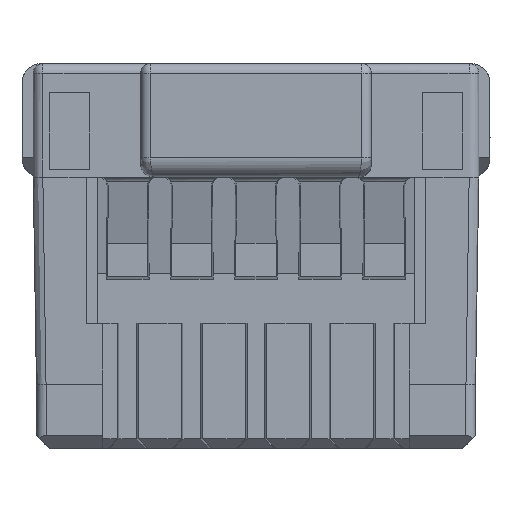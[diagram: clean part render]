
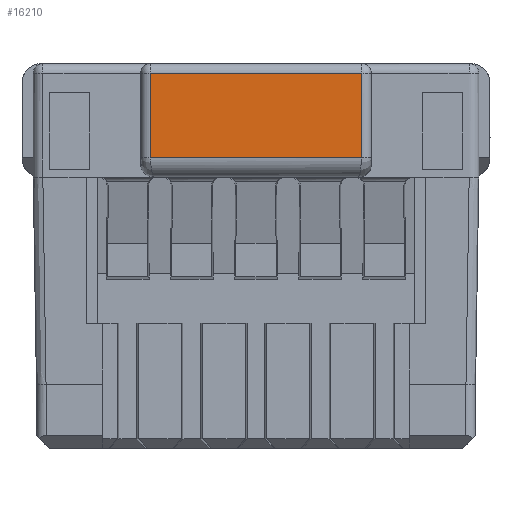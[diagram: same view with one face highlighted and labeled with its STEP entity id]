
A CAD part, left-side view. The second image highlights one B-rep face of the part: STEP entity #16210.
In plain terms, the highlighted planar face has unit normal (-1, 0, 0).
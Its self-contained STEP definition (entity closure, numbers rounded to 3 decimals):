
#3650=CARTESIAN_POINT('',(-37.133,-8.565,
130.915));
#3660=VERTEX_POINT('',#3650);
#10880=CARTESIAN_POINT('',(-37.133,-11.865,
130.915));
#10890=VERTEX_POINT('',#10880);
#15860=CARTESIAN_POINT('',(-37.133,-9.715,
130.08));
#15870=DIRECTION('',(-1.,0.,0.));
#15880=DIRECTION('',(0.,-1.,0.));
#15890=AXIS2_PLACEMENT_3D('',#15860,#15870,#15880);
#15900=PLANE('',#15890);
#15910=CARTESIAN_POINT('',(-37.133,-11.865,
127.709));
#15920=DIRECTION('',(0.,0.,-1.));
#15930=VECTOR('',#15920,1.);
#15940=LINE('',#15910,#15930);
#15950=CARTESIAN_POINT('',(-37.133,-11.865,
129.595));
#15960=VERTEX_POINT('',#15950);
#15970=EDGE_CURVE('',#10890,#15960,#15940,.T.);
#15980=ORIENTED_EDGE('',*,*,#15970,.F.);
#15990=CARTESIAN_POINT('',(-37.133,-13.372,
129.595));
#16000=DIRECTION('',(0.,-1.,0.));
#16010=VECTOR('',#16000,1.);
#16020=LINE('',#15990,#16010);
#16030=CARTESIAN_POINT('',(-37.133,-8.565,
129.595));
#16040=VERTEX_POINT('',#16030);
#16050=EDGE_CURVE('',#16040,#15960,#16020,.T.);
#16060=ORIENTED_EDGE('',*,*,#16050,.T.);
#16070=CARTESIAN_POINT('',(-37.133,-8.565,
127.709));
#16080=DIRECTION('',(0.,0.,-1.));
#16090=VECTOR('',#16080,1.);
#16100=LINE('',#16070,#16090);
#16110=EDGE_CURVE('',#3660,#16040,#16100,.T.);
#16120=ORIENTED_EDGE('',*,*,#16110,.T.);
#16130=CARTESIAN_POINT('',(-37.133,-13.372,
130.915));
#16140=DIRECTION('',(0.,-1.,0.));
#16150=VECTOR('',#16140,1.);
#16160=LINE('',#16130,#16150);
#16170=EDGE_CURVE('',#3660,#10890,#16160,.T.);
#16180=ORIENTED_EDGE('',*,*,#16170,.F.);
#16190=EDGE_LOOP('',(#16180,#16120,#16060,#15980));
#16200=FACE_OUTER_BOUND('',#16190,.T.);
#16210=ADVANCED_FACE('',(#16200),#15900,.T.);
